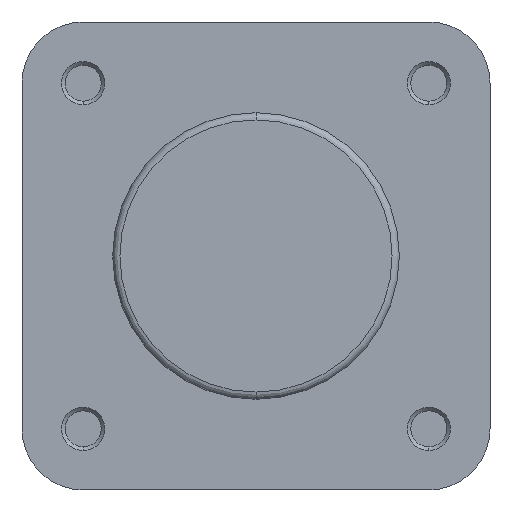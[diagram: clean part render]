
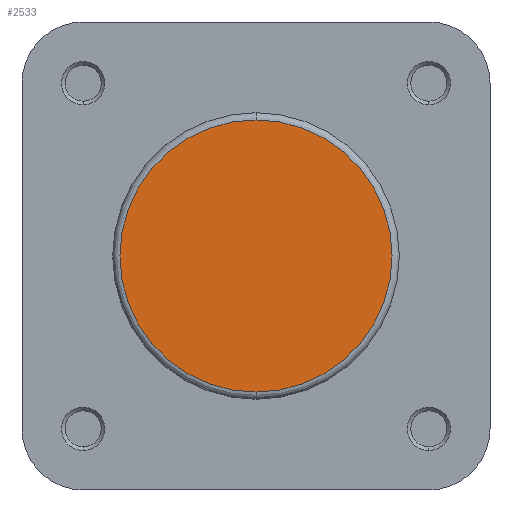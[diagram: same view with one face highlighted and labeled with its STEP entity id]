
A CAD part, left-side view. The second image highlights one B-rep face of the part: STEP entity #2533.
In plain terms, the highlighted planar face has unit normal (-1, 0, 0).
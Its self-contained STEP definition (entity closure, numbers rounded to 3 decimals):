
#33 = ORIENTED_EDGE ( 'NONE', *, *, #3852, .T. ) ;
#35 = ORIENTED_EDGE ( 'NONE', *, *, #3792, .T. ) ;
#291 = EDGE_LOOP ( 'NONE', ( #33, #35 ) ) ;
#576 = VERTEX_POINT ( 'NONE', #835 ) ;
#835 = CARTESIAN_POINT ( 'NONE',  ( 21., 0., 18.9 ) ) ;
#1366 = PLANE ( 'NONE',  #4276 ) ;
#1373 = CARTESIAN_POINT ( 'NONE',  ( 21., 19.9, 0. ) ) ;
#1382 = DIRECTION ( 'NONE',  ( 1., 0., 0. ) ) ;
#1383 = DIRECTION ( 'NONE',  ( 0., 0., -1. ) ) ;
#1794 = CARTESIAN_POINT ( 'NONE',  ( 21., 0., -18.9 ) ) ;
#2533 = ADVANCED_FACE ( 'NONE', ( #2939 ), #1366, .F. ) ;
#2658 = VERTEX_POINT ( 'NONE', #1794 ) ;
#2939 = FACE_OUTER_BOUND ( 'NONE', #291, .T. ) ;
#3303 = CIRCLE ( 'NONE', #4445, 18.9 ) ;
#3394 = CIRCLE ( 'NONE', #4477, 18.9 ) ;
#3792 = EDGE_CURVE ( 'NONE', #576, #2658, #3303, .T. ) ;
#3852 = EDGE_CURVE ( 'NONE', #2658, #576, #3394, .T. ) ;
#4276 = AXIS2_PLACEMENT_3D ( 'NONE', #1373, #1382, #1383 ) ;
#4445 = AXIS2_PLACEMENT_3D ( 'NONE', #4809, #4810, #4811 ) ;
#4477 = AXIS2_PLACEMENT_3D ( 'NONE', #4955, #4962, #4963 ) ;
#4809 = CARTESIAN_POINT ( 'NONE',  ( 21., 0., 0. ) ) ;
#4810 = DIRECTION ( 'NONE',  ( -1., 0., 0. ) ) ;
#4811 = DIRECTION ( 'NONE',  ( 0., 0., -1. ) ) ;
#4955 = CARTESIAN_POINT ( 'NONE',  ( 21., 0., 0. ) ) ;
#4962 = DIRECTION ( 'NONE',  ( -1., 0., 0. ) ) ;
#4963 = DIRECTION ( 'NONE',  ( 0., 0., -1. ) ) ;
